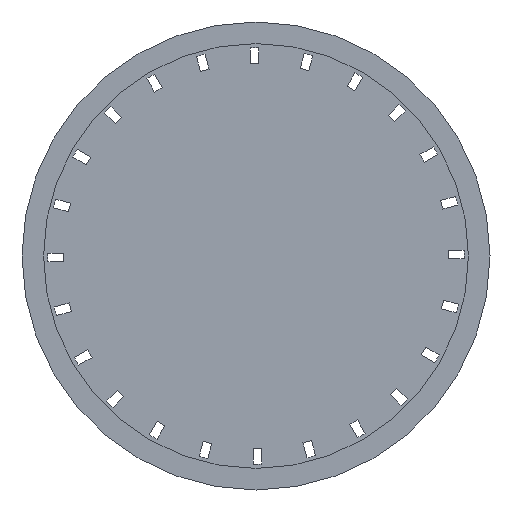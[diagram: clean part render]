
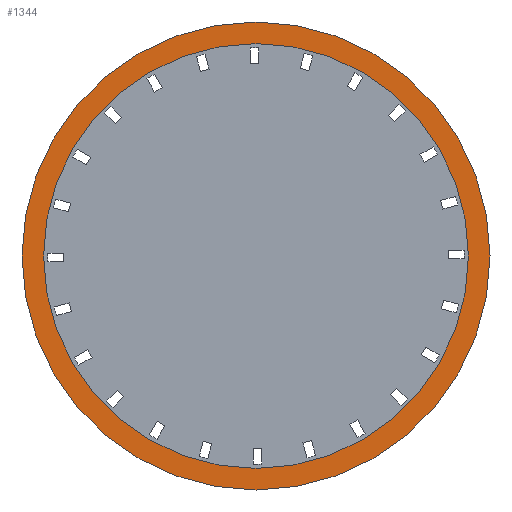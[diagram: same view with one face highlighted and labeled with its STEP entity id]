
A CAD part, front view. The second image highlights one B-rep face of the part: STEP entity #1344.
In plain terms, the highlighted planar face has unit normal (0, -1, 0).
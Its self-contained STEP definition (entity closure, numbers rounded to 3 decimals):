
#343 = PLANE ( 'NONE',  #3248 ) ;
#537 = DIRECTION ( 'NONE',  ( 0., 0., 1. ) ) ;
#558 = AXIS2_PLACEMENT_3D ( 'NONE', #3889, #1348, #537 ) ;
#603 = ORIENTED_EDGE ( 'NONE', *, *, #1605, .F. ) ;
#710 = CARTESIAN_POINT ( 'NONE',  ( 0., 0., 43.125 ) ) ;
#819 = CARTESIAN_POINT ( 'NONE',  ( 0., 0., -47.5 ) ) ;
#1094 = DIRECTION ( 'NONE',  ( 0., 0., 1. ) ) ;
#1106 = VERTEX_POINT ( 'NONE', #3439 ) ;
#1133 = AXIS2_PLACEMENT_3D ( 'NONE', #2015, #4852, #1962 ) ;
#1192 = ORIENTED_EDGE ( 'NONE', *, *, #1286, .T. ) ;
#1201 = DIRECTION ( 'NONE',  ( 0., 1., 0. ) ) ;
#1248 = CARTESIAN_POINT ( 'NONE',  ( 0., 0., 0. ) ) ;
#1286 = EDGE_CURVE ( 'NONE', #1106, #4396, #3329, .T. ) ;
#1344 = ADVANCED_FACE ( 'NONE', ( #1585, #4038 ), #343, .F. ) ;
#1348 = DIRECTION ( 'NONE',  ( 0., 1., 0. ) ) ;
#1585 = FACE_OUTER_BOUND ( 'NONE', #3027, .T. ) ;
#1588 = VERTEX_POINT ( 'NONE', #4442 ) ;
#1605 = EDGE_CURVE ( 'NONE', #1588, #1805, #2236, .T. ) ;
#1805 = VERTEX_POINT ( 'NONE', #819 ) ;
#1869 = EDGE_CURVE ( 'NONE', #1805, #1588, #5217, .T. ) ;
#1962 = DIRECTION ( 'NONE',  ( 0., 0., 1. ) ) ;
#1964 = CARTESIAN_POINT ( 'NONE',  ( 0., 0., 0. ) ) ;
#1991 = CARTESIAN_POINT ( 'NONE',  ( 0., 0., 0. ) ) ;
#2015 = CARTESIAN_POINT ( 'NONE',  ( 0., 0., 0. ) ) ;
#2236 = CIRCLE ( 'NONE', #5158, 47.5 ) ;
#2879 = ORIENTED_EDGE ( 'NONE', *, *, #1869, .F. ) ;
#2945 = EDGE_CURVE ( 'NONE', #4396, #1106, #4658, .T. ) ;
#3027 = EDGE_LOOP ( 'NONE', ( #2879, #603 ) ) ;
#3086 = DIRECTION ( 'NONE',  ( 0., 1., 0. ) ) ;
#3248 = AXIS2_PLACEMENT_3D ( 'NONE', #1991, #3642, #5275 ) ;
#3329 = CIRCLE ( 'NONE', #4025, 43.125 ) ;
#3439 = CARTESIAN_POINT ( 'NONE',  ( 0., 0., -43.125 ) ) ;
#3642 = DIRECTION ( 'NONE',  ( 0., 1., 0. ) ) ;
#3649 = ORIENTED_EDGE ( 'NONE', *, *, #2945, .T. ) ;
#3889 = CARTESIAN_POINT ( 'NONE',  ( 0., 0., 0. ) ) ;
#4025 = AXIS2_PLACEMENT_3D ( 'NONE', #1964, #3086, #1094 ) ;
#4038 = FACE_BOUND ( 'NONE', #4169, .T. ) ;
#4086 = DIRECTION ( 'NONE',  ( 0., 0., 1. ) ) ;
#4169 = EDGE_LOOP ( 'NONE', ( #1192, #3649 ) ) ;
#4396 = VERTEX_POINT ( 'NONE', #710 ) ;
#4442 = CARTESIAN_POINT ( 'NONE',  ( 0., 0., 47.5 ) ) ;
#4658 = CIRCLE ( 'NONE', #1133, 43.125 ) ;
#4852 = DIRECTION ( 'NONE',  ( 0., 1., 0. ) ) ;
#5158 = AXIS2_PLACEMENT_3D ( 'NONE', #1248, #1201, #4086 ) ;
#5217 = CIRCLE ( 'NONE', #558, 47.5 ) ;
#5275 = DIRECTION ( 'NONE',  ( 0., 0., 1. ) ) ;
